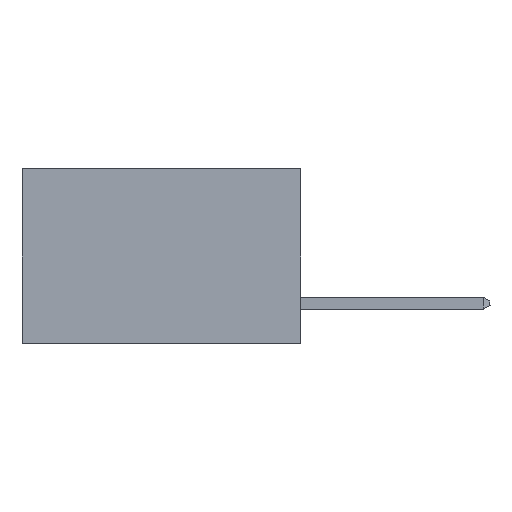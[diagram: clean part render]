
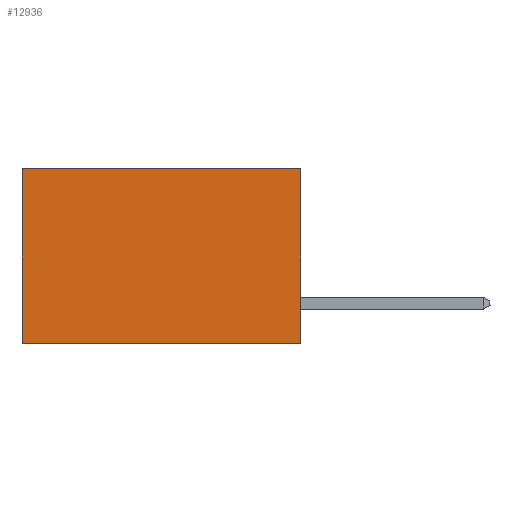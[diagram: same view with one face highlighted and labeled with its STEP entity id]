
A CAD part, left-side view. The second image highlights one B-rep face of the part: STEP entity #12936.
In plain terms, the highlighted planar face has unit normal (-1, 0, 0).
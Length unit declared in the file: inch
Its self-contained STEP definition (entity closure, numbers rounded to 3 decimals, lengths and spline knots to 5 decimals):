
#26 = VECTOR ( 'NONE', #7001, 39.37008 ) ;
#107 = LINE ( 'NONE', #11500, #4673 ) ;
#1607 = EDGE_LOOP ( 'NONE', ( #15792, #5130, #13783, #18502 ) ) ;
#2362 = CARTESIAN_POINT ( 'NONE',  ( 0.277, 0., 0. ) ) ;
#2765 = CARTESIAN_POINT ( 'NONE',  ( 0.277, 0., -0.37 ) ) ;
#2943 = CARTESIAN_POINT ( 'NONE',  ( 0.277, 0.59, -0.37 ) ) ;
#3344 = AXIS2_PLACEMENT_3D ( 'NONE', #2765, #13090, #4308 ) ;
#3674 = CARTESIAN_POINT ( 'NONE',  ( 0.277, 0.59, 0. ) ) ;
#3914 = VERTEX_POINT ( 'NONE', #2362 ) ;
#3930 = DIRECTION ( 'NONE',  ( 0., 1., 0. ) ) ;
#4261 = EDGE_CURVE ( 'NONE', #3914, #15470, #107, .T. ) ;
#4308 = DIRECTION ( 'NONE',  ( 0., 0., -1. ) ) ;
#4570 = VERTEX_POINT ( 'NONE', #3674 ) ;
#4673 = VECTOR ( 'NONE', #11381, 39.37008 ) ;
#5130 = ORIENTED_EDGE ( 'NONE', *, *, #10591, .F. ) ;
#5532 = CARTESIAN_POINT ( 'NONE',  ( 0.277, 0., 0. ) ) ;
#6532 = LINE ( 'NONE', #2943, #17634 ) ;
#7001 = DIRECTION ( 'NONE',  ( 0., 1., 0. ) ) ;
#7506 = CARTESIAN_POINT ( 'NONE',  ( 0.277, 0.59, -0.37 ) ) ;
#8066 = LINE ( 'NONE', #5532, #26 ) ;
#9857 = CARTESIAN_POINT ( 'NONE',  ( 0.277, 0., -0.37 ) ) ;
#10591 = EDGE_CURVE ( 'NONE', #15470, #16102, #14357, .T. ) ;
#10690 = DIRECTION ( 'NONE',  ( 0., 0., -1. ) ) ;
#11381 = DIRECTION ( 'NONE',  ( 0., 0., -1. ) ) ;
#11500 = CARTESIAN_POINT ( 'NONE',  ( 0.277, 0., -0.37 ) ) ;
#11675 = PLANE ( 'NONE',  #3344 ) ;
#12226 = EDGE_CURVE ( 'NONE', #3914, #4570, #8066, .T. ) ;
#12936 = ADVANCED_FACE ( 'NONE', ( #17532 ), #11675, .F. ) ;
#13090 = DIRECTION ( 'NONE',  ( 1., 0., 0. ) ) ;
#13356 = CARTESIAN_POINT ( 'NONE',  ( 0.277, 0., -0.37 ) ) ;
#13783 = ORIENTED_EDGE ( 'NONE', *, *, #4261, .F. ) ;
#14357 = LINE ( 'NONE', #9857, #18190 ) ;
#15470 = VERTEX_POINT ( 'NONE', #13356 ) ;
#15792 = ORIENTED_EDGE ( 'NONE', *, *, #19022, .T. ) ;
#16102 = VERTEX_POINT ( 'NONE', #7506 ) ;
#17532 = FACE_OUTER_BOUND ( 'NONE', #1607, .T. ) ;
#17634 = VECTOR ( 'NONE', #10690, 39.37008 ) ;
#18190 = VECTOR ( 'NONE', #3930, 39.37008 ) ;
#18502 = ORIENTED_EDGE ( 'NONE', *, *, #12226, .T. ) ;
#19022 = EDGE_CURVE ( 'NONE', #4570, #16102, #6532, .T. ) ;
